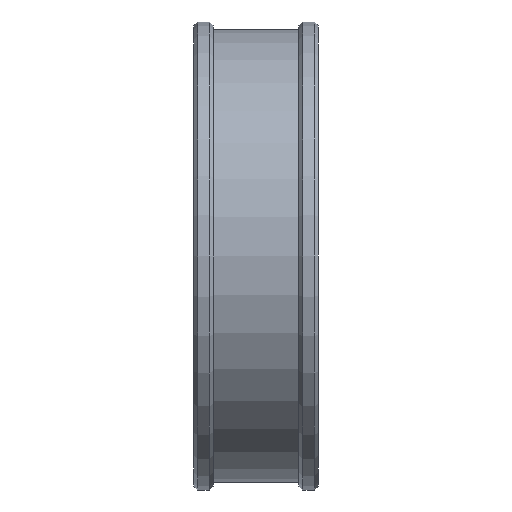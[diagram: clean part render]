
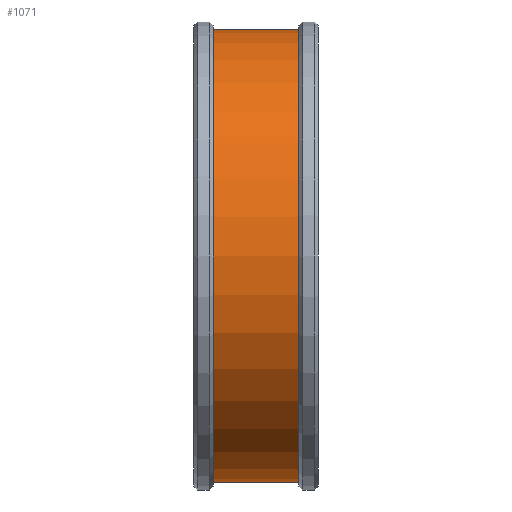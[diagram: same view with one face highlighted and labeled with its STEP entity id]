
A CAD part, left-side view. The second image highlights one B-rep face of the part: STEP entity #1071.
In plain terms, the highlighted cylindrical face has radius 29 mm (diameter 58 mm), a partial arc.
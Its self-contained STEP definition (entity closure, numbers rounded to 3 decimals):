
#98 = EDGE_LOOP ( 'NONE', ( #621, #506, #1390, #2076 ) ) ;
#215 = DIRECTION ( 'NONE',  ( 0., -1., 0. ) ) ;
#254 = DIRECTION ( 'NONE',  ( 0., -1., 0. ) ) ;
#506 = ORIENTED_EDGE ( 'NONE', *, *, #6261, .T. ) ;
#507 = FACE_OUTER_BOUND ( 'NONE', #98, .T. ) ;
#538 = CIRCLE ( 'NONE', #740, 29. ) ;
#573 = DIRECTION ( 'NONE',  ( 0., -1., 0. ) ) ;
#601 = LINE ( 'NONE', #2908, #4200 ) ;
#621 = ORIENTED_EDGE ( 'NONE', *, *, #5950, .F. ) ;
#661 = VERTEX_POINT ( 'NONE', #2435 ) ;
#707 = CARTESIAN_POINT ( 'NONE',  ( 0., 2.5, 0. ) ) ;
#740 = AXIS2_PLACEMENT_3D ( 'NONE', #3825, #5229, #1752 ) ;
#806 = EDGE_CURVE ( 'NONE', #661, #2233, #1511, .T. ) ;
#1012 = CARTESIAN_POINT ( 'NONE',  ( 0., 13.5, 29. ) ) ;
#1071 = ADVANCED_FACE ( 'NONE', ( #507 ), #2455, .T. ) ;
#1390 = ORIENTED_EDGE ( 'NONE', *, *, #4986, .T. ) ;
#1511 = CIRCLE ( 'NONE', #3954, 29. ) ;
#1647 = VECTOR ( 'NONE', #215, 1000. ) ;
#1752 = DIRECTION ( 'NONE',  ( 0., 0., -1. ) ) ;
#2076 = ORIENTED_EDGE ( 'NONE', *, *, #806, .F. ) ;
#2233 = VERTEX_POINT ( 'NONE', #2341 ) ;
#2341 = CARTESIAN_POINT ( 'NONE',  ( 0., 2.5, -29. ) ) ;
#2435 = CARTESIAN_POINT ( 'NONE',  ( 0., 2.5, 29. ) ) ;
#2455 = CYLINDRICAL_SURFACE ( 'NONE', #4459, 29. ) ;
#2517 = DIRECTION ( 'NONE',  ( 0., 0., -1. ) ) ;
#2655 = DIRECTION ( 'NONE',  ( 0., 0., -1. ) ) ;
#2908 = CARTESIAN_POINT ( 'NONE',  ( 0., 0., 29. ) ) ;
#2971 = CARTESIAN_POINT ( 'NONE',  ( 0., 0., 0. ) ) ;
#3029 = DIRECTION ( 'NONE',  ( 0., -1., 0. ) ) ;
#3100 = CARTESIAN_POINT ( 'NONE',  ( 0., 0., -29. ) ) ;
#3145 = VERTEX_POINT ( 'NONE', #1012 ) ;
#3825 = CARTESIAN_POINT ( 'NONE',  ( 0., 13.5, 0. ) ) ;
#3954 = AXIS2_PLACEMENT_3D ( 'NONE', #707, #254, #2655 ) ;
#4200 = VECTOR ( 'NONE', #3029, 1000. ) ;
#4459 = AXIS2_PLACEMENT_3D ( 'NONE', #2971, #573, #2517 ) ;
#4580 = LINE ( 'NONE', #3100, #1647 ) ;
#4986 = EDGE_CURVE ( 'NONE', #6292, #2233, #4580, .T. ) ;
#5229 = DIRECTION ( 'NONE',  ( 0., -1., 0. ) ) ;
#5292 = CARTESIAN_POINT ( 'NONE',  ( 0., 13.5, -29. ) ) ;
#5950 = EDGE_CURVE ( 'NONE', #3145, #661, #601, .T. ) ;
#6261 = EDGE_CURVE ( 'NONE', #3145, #6292, #538, .T. ) ;
#6292 = VERTEX_POINT ( 'NONE', #5292 ) ;
